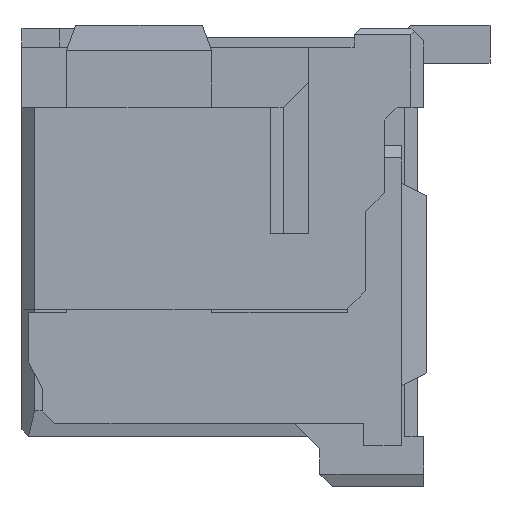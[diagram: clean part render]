
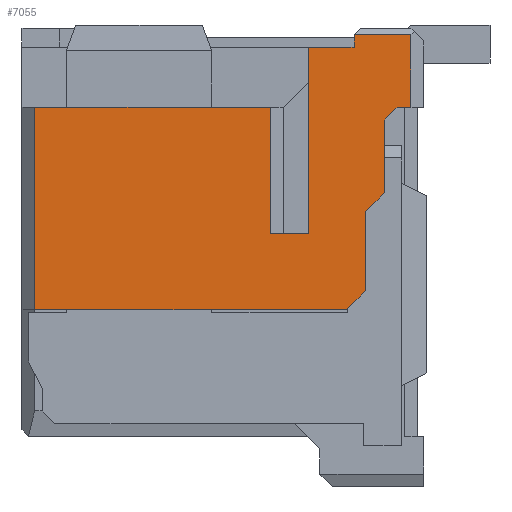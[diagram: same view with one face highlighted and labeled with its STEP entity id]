
A CAD part, left-side view. The second image highlights one B-rep face of the part: STEP entity #7055.
In plain terms, the highlighted planar face has unit normal (-1, 0, 0).
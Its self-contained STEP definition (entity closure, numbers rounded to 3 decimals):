
#961=DIRECTION('',(0.,0.,-1.));
#962=VECTOR('',#961,3.2);
#963=CARTESIAN_POINT('',(-4.4,2.4,2.82));
#964=LINE('',#963,#962);
#965=DIRECTION('',(0.,-1.,0.));
#966=VECTOR('',#965,3.73);
#967=CARTESIAN_POINT('',(-4.4,2.4,2.82));
#968=LINE('',#967,#966);
#969=DIRECTION('',(0.,0.,1.));
#970=VECTOR('',#969,2.);
#971=CARTESIAN_POINT('',(-4.4,-1.33,0.82));
#972=LINE('',#971,#970);
#973=DIRECTION('',(0.,1.,0.));
#974=VECTOR('',#973,0.6);
#975=CARTESIAN_POINT('',(-4.4,-1.93,0.82));
#976=LINE('',#975,#974);
#977=DIRECTION('',(0.,1.,0.));
#978=VECTOR('',#977,0.72);
#979=CARTESIAN_POINT('',(-4.4,-2.65,3.77));
#980=LINE('',#979,#978);
#981=DIRECTION('',(0.,0.,-1.));
#982=VECTOR('',#981,0.2);
#983=CARTESIAN_POINT('',(-4.4,-2.65,3.97));
#984=LINE('',#983,#982);
#985=DIRECTION('',(0.,1.,0.));
#986=VECTOR('',#985,0.9);
#987=CARTESIAN_POINT('',(-4.4,-3.55,3.97));
#988=LINE('',#987,#986);
#989=DIRECTION('',(0.,0.,1.));
#990=VECTOR('',#989,1.15);
#991=CARTESIAN_POINT('',(-4.4,-3.55,2.82));
#992=LINE('',#991,#990);
#993=DIRECTION('',(0.,1.,0.));
#994=VECTOR('',#993,0.22);
#995=CARTESIAN_POINT('',(-4.4,-3.55,2.82));
#996=LINE('',#995,#994);
#997=DIRECTION('',(0.,0.707,-0.707));
#998=VECTOR('',#997,0.283);
#999=CARTESIAN_POINT('',(-4.4,-3.33,2.82));
#1000=LINE('',#999,#998);
#1001=DIRECTION('',(0.,0.,-1.));
#1002=VECTOR('',#1001,1.15);
#1003=CARTESIAN_POINT('',(-4.4,-3.13,2.62));
#1004=LINE('',#1003,#1002);
#1005=DIRECTION('',(0.,0.707,-0.707));
#1006=VECTOR('',#1005,0.424);
#1007=CARTESIAN_POINT('',(-4.4,-3.13,1.47));
#1008=LINE('',#1007,#1006);
#1009=DIRECTION('',(0.,0.,-1.));
#1010=VECTOR('',#1009,1.25);
#1011=CARTESIAN_POINT('',(-4.4,-2.83,1.17));
#1012=LINE('',#1011,#1010);
#1013=DIRECTION('',(0.,0.707,-0.707));
#1014=VECTOR('',#1013,0.424);
#1015=CARTESIAN_POINT('',(-4.4,-2.83,-0.08));
#1016=LINE('',#1015,#1014);
#1017=DIRECTION('',(0.,-1.,0.));
#1018=VECTOR('',#1017,4.93);
#1019=CARTESIAN_POINT('',(-4.4,2.4,-0.38));
#1020=LINE('',#1019,#1018);
#4345=DIRECTION('',(0.,0.,-1.));
#4346=VECTOR('',#4345,2.95);
#4347=CARTESIAN_POINT('',(-4.4,-1.93,3.77));
#4348=LINE('',#4347,#4346);
#4549=CARTESIAN_POINT('',(-4.4,-3.33,2.82));
#4550=CARTESIAN_POINT('',(-4.4,-3.13,2.62));
#4551=VERTEX_POINT('',#4549);
#4552=VERTEX_POINT('',#4550);
#4553=CARTESIAN_POINT('',(-4.4,-3.13,1.47));
#4554=VERTEX_POINT('',#4553);
#4555=CARTESIAN_POINT('',(-4.4,-2.83,1.17));
#4556=VERTEX_POINT('',#4555);
#4557=CARTESIAN_POINT('',(-4.4,-2.83,-0.08));
#4558=VERTEX_POINT('',#4557);
#4559=CARTESIAN_POINT('',(-4.4,-2.53,-0.38));
#4560=VERTEX_POINT('',#4559);
#4561=CARTESIAN_POINT('',(-4.4,-1.93,3.77));
#4563=VERTEX_POINT('',#4561);
#4569=CARTESIAN_POINT('',(-4.4,-2.65,3.77));
#4570=VERTEX_POINT('',#4569);
#5058=CARTESIAN_POINT('',(-4.4,-1.93,0.82));
#5059=CARTESIAN_POINT('',(-4.4,-1.33,0.82));
#5060=VERTEX_POINT('',#5058);
#5061=VERTEX_POINT('',#5059);
#5062=CARTESIAN_POINT('',(-4.4,-1.33,2.82));
#5063=VERTEX_POINT('',#5062);
#5094=CARTESIAN_POINT('',(-4.4,2.4,-0.38));
#5096=VERTEX_POINT('',#5094);
#5100=CARTESIAN_POINT('',(-4.4,2.4,2.82));
#5101=VERTEX_POINT('',#5100);
#5154=CARTESIAN_POINT('',(-4.4,-3.55,3.97));
#5155=CARTESIAN_POINT('',(-4.4,-2.65,3.97));
#5156=VERTEX_POINT('',#5154);
#5157=VERTEX_POINT('',#5155);
#5167=CARTESIAN_POINT('',(-4.4,-3.55,2.82));
#5169=VERTEX_POINT('',#5167);
#7018=CARTESIAN_POINT('',(-4.4,0.,0.445));
#7019=DIRECTION('',(-1.,0.,0.));
#7020=DIRECTION('',(0.,0.,1.));
#7021=AXIS2_PLACEMENT_3D('',#7018,#7019,#7020);
#7022=PLANE('',#7021);
#7024=ORIENTED_EDGE('',*,*,#7023,.F.);
#7026=ORIENTED_EDGE('',*,*,#7025,.T.);
#7028=ORIENTED_EDGE('',*,*,#7027,.F.);
#7030=ORIENTED_EDGE('',*,*,#7029,.F.);
#7032=ORIENTED_EDGE('',*,*,#7031,.F.);
#7033=ORIENTED_EDGE('',*,*,#6683,.F.);
#7034=ORIENTED_EDGE('',*,*,#6941,.F.);
#7036=ORIENTED_EDGE('',*,*,#7035,.F.);
#7038=ORIENTED_EDGE('',*,*,#7037,.F.);
#7040=ORIENTED_EDGE('',*,*,#7039,.T.);
#7042=ORIENTED_EDGE('',*,*,#7041,.T.);
#7044=ORIENTED_EDGE('',*,*,#7043,.T.);
#7046=ORIENTED_EDGE('',*,*,#7045,.T.);
#7048=ORIENTED_EDGE('',*,*,#7047,.T.);
#7050=ORIENTED_EDGE('',*,*,#7049,.T.);
#7052=ORIENTED_EDGE('',*,*,#7051,.F.);
#7053=EDGE_LOOP('',(#7024,#7026,#7028,#7030,#7032,#7033,#7034,#7036,#7038,#7040,
#7042,#7044,#7046,#7048,#7050,#7052));
#7054=FACE_OUTER_BOUND('',#7053,.F.);
#7055=ADVANCED_FACE('',(#7054),#7022,.T.);
#6683=EDGE_CURVE('',#4570,#4563,#980,.T.);
#6941=EDGE_CURVE('',#5157,#4570,#984,.T.);
#7023=EDGE_CURVE('',#5101,#5096,#964,.T.);
#7025=EDGE_CURVE('',#5101,#5063,#968,.T.);
#7027=EDGE_CURVE('',#5061,#5063,#972,.T.);
#7029=EDGE_CURVE('',#5060,#5061,#976,.T.);
#7031=EDGE_CURVE('',#4563,#5060,#4348,.T.);
#7035=EDGE_CURVE('',#5156,#5157,#988,.T.);
#7037=EDGE_CURVE('',#5169,#5156,#992,.T.);
#7039=EDGE_CURVE('',#5169,#4551,#996,.T.);
#7041=EDGE_CURVE('',#4551,#4552,#1000,.T.);
#7043=EDGE_CURVE('',#4552,#4554,#1004,.T.);
#7045=EDGE_CURVE('',#4554,#4556,#1008,.T.);
#7047=EDGE_CURVE('',#4556,#4558,#1012,.T.);
#7049=EDGE_CURVE('',#4558,#4560,#1016,.T.);
#7051=EDGE_CURVE('',#5096,#4560,#1020,.T.);
